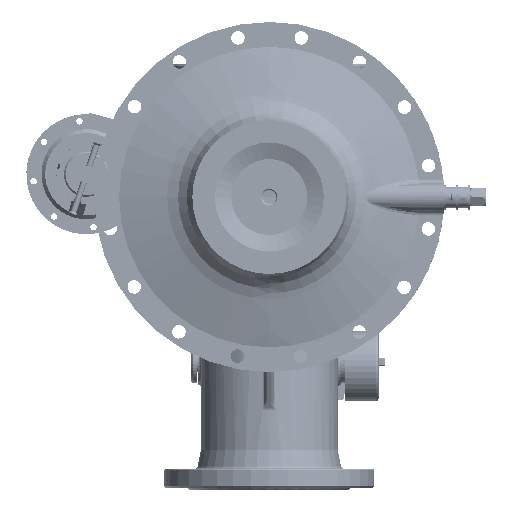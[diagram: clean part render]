
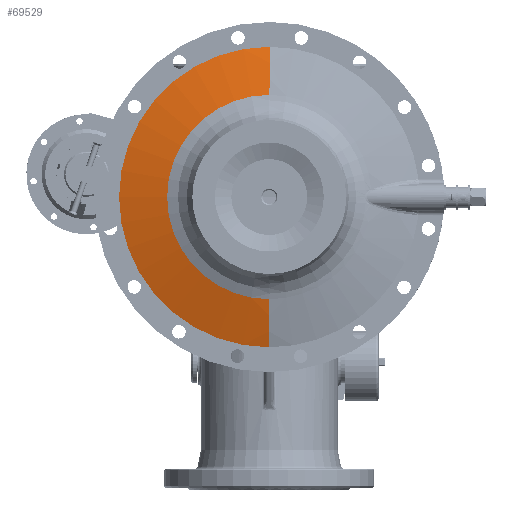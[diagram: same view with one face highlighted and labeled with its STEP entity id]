
A CAD part, front view. The second image highlights one B-rep face of the part: STEP entity #69529.
In plain terms, the highlighted spherical face has radius 660 mm.
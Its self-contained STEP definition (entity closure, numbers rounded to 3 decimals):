
#4395 = AXIS2_PLACEMENT_3D ( 'NONE', #27010, #51193, #113319 ) ;
#15105 = CARTESIAN_POINT ( 'NONE',  ( 0., 34.863, -136.026 ) ) ;
#17756 = EDGE_CURVE ( 'NONE', #148832, #62809, #126932, .T. ) ;
#19874 = ORIENTED_EDGE ( 'NONE', *, *, #28379, .T. ) ;
#27010 = CARTESIAN_POINT ( 'NONE',  ( 0., -610.967, 0. ) ) ;
#27159 = CARTESIAN_POINT ( 'NONE',  ( 0., 34.863, 0. ) ) ;
#28379 = EDGE_CURVE ( 'NONE', #156511, #148832, #158081, .T. ) ;
#29232 = AXIS2_PLACEMENT_3D ( 'NONE', #138979, #65058, #151367 ) ;
#29408 = AXIS2_PLACEMENT_3D ( 'NONE', #27159, #113472, #39502 ) ;
#39429 = AXIS2_PLACEMENT_3D ( 'NONE', #46921, #133276, #59358 ) ;
#39502 = DIRECTION ( 'NONE',  ( 0., 0., -1. ) ) ;
#46477 = EDGE_CURVE ( 'NONE', #78827, #62809, #91383, .T. ) ;
#46921 = CARTESIAN_POINT ( 'NONE',  ( 0., -610.967, 0. ) ) ;
#49745 = DIRECTION ( 'NONE',  ( -1., 0., 0. ) ) ;
#51193 = DIRECTION ( 'NONE',  ( 0., 1., 0. ) ) ;
#59358 = DIRECTION ( 'NONE',  ( 0., 0., -1. ) ) ;
#60105 = EDGE_CURVE ( 'NONE', #156511, #78827, #138596, .T. ) ;
#62809 = VERTEX_POINT ( 'NONE', #143356 ) ;
#65058 = DIRECTION ( 'NONE',  ( 0., -1., 0. ) ) ;
#69299 = CARTESIAN_POINT ( 'NONE',  ( 0., 18., -200. ) ) ;
#69529 = ADVANCED_FACE ( 'NONE', ( #153826 ), #80484, .T. ) ;
#73941 = ORIENTED_EDGE ( 'NONE', *, *, #46477, .F. ) ;
#78827 = VERTEX_POINT ( 'NONE', #69299 ) ;
#80484 = SPHERICAL_SURFACE ( 'NONE', #4395, 660. ) ;
#91383 = CIRCLE ( 'NONE', #29232, 200. ) ;
#107114 = ORIENTED_EDGE ( 'NONE', *, *, #60105, .F. ) ;
#113319 = DIRECTION ( 'NONE',  ( 0., 0., -1. ) ) ;
#113472 = DIRECTION ( 'NONE',  ( 0., -1., 0. ) ) ;
#120271 = CARTESIAN_POINT ( 'NONE',  ( 0., 34.863, 136.026 ) ) ;
#123724 = CARTESIAN_POINT ( 'NONE',  ( 0., -610.967, 0. ) ) ;
#126932 = CIRCLE ( 'NONE', #39429, 660. ) ;
#133276 = DIRECTION ( 'NONE',  ( 1., 0., 0. ) ) ;
#136137 = DIRECTION ( 'NONE',  ( 0., 0., 1. ) ) ;
#138596 = CIRCLE ( 'NONE', #143960, 660. ) ;
#138979 = CARTESIAN_POINT ( 'NONE',  ( 0., 18., 0. ) ) ;
#143356 = CARTESIAN_POINT ( 'NONE',  ( 0., 18., 200. ) ) ;
#143960 = AXIS2_PLACEMENT_3D ( 'NONE', #123724, #49745, #136137 ) ;
#148832 = VERTEX_POINT ( 'NONE', #120271 ) ;
#149614 = ORIENTED_EDGE ( 'NONE', *, *, #17756, .T. ) ;
#151367 = DIRECTION ( 'NONE',  ( 0., 0., -1. ) ) ;
#153826 = FACE_OUTER_BOUND ( 'NONE', #159191, .T. ) ;
#156511 = VERTEX_POINT ( 'NONE', #15105 ) ;
#158081 = CIRCLE ( 'NONE', #29408, 136.026 ) ;
#159191 = EDGE_LOOP ( 'NONE', ( #19874, #149614, #73941, #107114 ) ) ;
